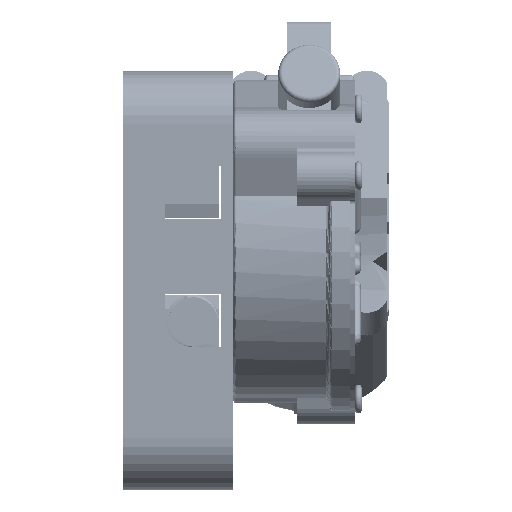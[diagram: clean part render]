
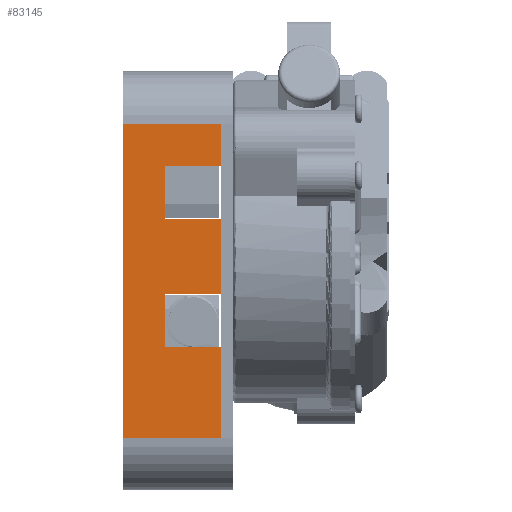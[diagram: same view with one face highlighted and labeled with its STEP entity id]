
A CAD part, left-side view. The second image highlights one B-rep face of the part: STEP entity #83145.
In plain terms, the highlighted planar face has unit normal (-1, 0, 0).
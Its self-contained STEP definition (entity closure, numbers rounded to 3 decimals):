
#291 = DIRECTION ( 'NONE',  ( 0., 0., 1. ) ) ;
#3123 = CARTESIAN_POINT ( 'NONE',  ( 0., 0., 0. ) ) ;
#4530 = DIRECTION ( 'NONE',  ( 0., -1., 0. ) ) ;
#5261 = CARTESIAN_POINT ( 'NONE',  ( 0., 0., -35.803 ) ) ;
#5309 = VECTOR ( 'NONE', #81549, 1000. ) ;
#5851 = VERTEX_POINT ( 'NONE', #94020 ) ;
#7277 = CARTESIAN_POINT ( 'NONE',  ( 0., 0., 0. ) ) ;
#8142 = CARTESIAN_POINT ( 'NONE',  ( 0., 23.8, 0. ) ) ;
#12211 = VECTOR ( 'NONE', #87204, 1000. ) ;
#14273 = VERTEX_POINT ( 'NONE', #89224 ) ;
#15068 = ORIENTED_EDGE ( 'NONE', *, *, #53217, .F. ) ;
#16253 = DIRECTION ( 'NONE',  ( 0., 0., -1. ) ) ;
#16821 = DIRECTION ( 'NONE',  ( 1., 0., 0. ) ) ;
#18217 = LINE ( 'NONE', #18781, #105695 ) ;
#18781 = CARTESIAN_POINT ( 'NONE',  ( 0., 0., 0. ) ) ;
#18878 = CARTESIAN_POINT ( 'NONE',  ( 0., 13.5, -35.803 ) ) ;
#23426 = CARTESIAN_POINT ( 'NONE',  ( 0., 23.8, -88.6 ) ) ;
#24266 = CARTESIAN_POINT ( 'NONE',  ( 0., 23.8, 0. ) ) ;
#24512 = ORIENTED_EDGE ( 'NONE', *, *, #90816, .F. ) ;
#25172 = LINE ( 'NONE', #96353, #88401 ) ;
#26746 = ORIENTED_EDGE ( 'NONE', *, *, #86028, .F. ) ;
#28750 = EDGE_CURVE ( 'NONE', #5851, #33704, #110629, .T. ) ;
#29165 = DIRECTION ( 'NONE',  ( 0., 0., 1. ) ) ;
#29464 = ORIENTED_EDGE ( 'NONE', *, *, #30172, .F. ) ;
#29578 = DIRECTION ( 'NONE',  ( 0., -1., 0. ) ) ;
#29961 = LINE ( 'NONE', #31118, #5309 ) ;
#30172 = EDGE_CURVE ( 'NONE', #81055, #37522, #111846, .T. ) ;
#31118 = CARTESIAN_POINT ( 'NONE',  ( 0., 13.5, -66.647 ) ) ;
#33120 = DIRECTION ( 'NONE',  ( 0., -1., 0. ) ) ;
#33459 = CARTESIAN_POINT ( 'NONE',  ( 0., 13.5, -22.906 ) ) ;
#33520 = LINE ( 'NONE', #24266, #75922 ) ;
#33704 = VERTEX_POINT ( 'NONE', #34026 ) ;
#34026 = CARTESIAN_POINT ( 'NONE',  ( 0., 23.8, -12.7 ) ) ;
#36558 = CARTESIAN_POINT ( 'NONE',  ( 0., 0., -66.647 ) ) ;
#37522 = VERTEX_POINT ( 'NONE', #5261 ) ;
#38167 = EDGE_CURVE ( 'NONE', #107879, #14273, #113322, .T. ) ;
#42394 = EDGE_CURVE ( 'NONE', #93873, #84457, #49116, .T. ) ;
#43167 = VERTEX_POINT ( 'NONE', #36558 ) ;
#45699 = AXIS2_PLACEMENT_3D ( 'NONE', #8142, #16821, #16253 ) ;
#46262 = VECTOR ( 'NONE', #29578, 1000. ) ;
#48396 = VECTOR ( 'NONE', #29165, 1000. ) ;
#49053 = EDGE_CURVE ( 'NONE', #74960, #55897, #25172, .T. ) ;
#49116 = LINE ( 'NONE', #83871, #111747 ) ;
#50287 = DIRECTION ( 'NONE',  ( 0., -1., 0. ) ) ;
#52012 = ORIENTED_EDGE ( 'NONE', *, *, #113707, .T. ) ;
#53217 = EDGE_CURVE ( 'NONE', #93873, #112107, #29961, .T. ) ;
#55726 = EDGE_LOOP ( 'NONE', ( #52012, #29464, #26746, #61450, #72014, #60082, #95084, #93635, #69978, #24512, #15068, #64375 ) ) ;
#55897 = VERTEX_POINT ( 'NONE', #98468 ) ;
#56810 = CARTESIAN_POINT ( 'NONE',  ( 0., 13.5, -66.647 ) ) ;
#57996 = CARTESIAN_POINT ( 'NONE',  ( 0., 23.8, -12.7 ) ) ;
#60082 = ORIENTED_EDGE ( 'NONE', *, *, #28750, .T. ) ;
#61450 = ORIENTED_EDGE ( 'NONE', *, *, #38167, .T. ) ;
#64375 = ORIENTED_EDGE ( 'NONE', *, *, #42394, .T. ) ;
#69821 = LINE ( 'NONE', #7277, #12211 ) ;
#69978 = ORIENTED_EDGE ( 'NONE', *, *, #95698, .T. ) ;
#71650 = CARTESIAN_POINT ( 'NONE',  ( 0., 13.5, -53.75 ) ) ;
#72014 = ORIENTED_EDGE ( 'NONE', *, *, #103561, .T. ) ;
#72584 = CARTESIAN_POINT ( 'NONE',  ( 0., 13.5, -22.906 ) ) ;
#74458 = VECTOR ( 'NONE', #33120, 1000. ) ;
#74960 = VERTEX_POINT ( 'NONE', #23426 ) ;
#75922 = VECTOR ( 'NONE', #97155, 1000. ) ;
#78480 = DIRECTION ( 'NONE',  ( 0., -1., 0. ) ) ;
#81055 = VERTEX_POINT ( 'NONE', #84706 ) ;
#81549 = DIRECTION ( 'NONE',  ( 0., 0., -1. ) ) ;
#83145 = ADVANCED_FACE ( 'NONE', ( #95535 ), #96112, .F. ) ;
#83871 = CARTESIAN_POINT ( 'NONE',  ( 0., 13.5, -53.75 ) ) ;
#84457 = VERTEX_POINT ( 'NONE', #92596 ) ;
#84706 = CARTESIAN_POINT ( 'NONE',  ( 0., 13.5, -35.803 ) ) ;
#86028 = EDGE_CURVE ( 'NONE', #107879, #81055, #98175, .T. ) ;
#86094 = CARTESIAN_POINT ( 'NONE',  ( 0., 13.5, -66.647 ) ) ;
#86696 = DIRECTION ( 'NONE',  ( 0., 0., -1. ) ) ;
#87204 = DIRECTION ( 'NONE',  ( 0., 0., 1. ) ) ;
#88401 = VECTOR ( 'NONE', #78480, 1000. ) ;
#89224 = CARTESIAN_POINT ( 'NONE',  ( 0., 0., -22.906 ) ) ;
#90816 = EDGE_CURVE ( 'NONE', #112107, #43167, #98482, .T. ) ;
#91272 = VECTOR ( 'NONE', #50287, 1000. ) ;
#92596 = CARTESIAN_POINT ( 'NONE',  ( 0., 0., -53.75 ) ) ;
#93635 = ORIENTED_EDGE ( 'NONE', *, *, #49053, .T. ) ;
#93873 = VERTEX_POINT ( 'NONE', #71650 ) ;
#94020 = CARTESIAN_POINT ( 'NONE',  ( 0., 0., -12.7 ) ) ;
#95084 = ORIENTED_EDGE ( 'NONE', *, *, #101170, .F. ) ;
#95535 = FACE_OUTER_BOUND ( 'NONE', #55726, .T. ) ;
#95698 = EDGE_CURVE ( 'NONE', #55897, #43167, #108472, .T. ) ;
#96112 = PLANE ( 'NONE',  #45699 ) ;
#96353 = CARTESIAN_POINT ( 'NONE',  ( 0., 23.8, -88.6 ) ) ;
#97155 = DIRECTION ( 'NONE',  ( 0., 0., 1. ) ) ;
#98175 = LINE ( 'NONE', #18878, #99369 ) ;
#98468 = CARTESIAN_POINT ( 'NONE',  ( 0., 0., -88.6 ) ) ;
#98482 = LINE ( 'NONE', #56810, #46262 ) ;
#99369 = VECTOR ( 'NONE', #86696, 1000. ) ;
#101170 = EDGE_CURVE ( 'NONE', #74960, #33704, #33520, .T. ) ;
#102510 = DIRECTION ( 'NONE',  ( 0., 1., 0. ) ) ;
#103561 = EDGE_CURVE ( 'NONE', #14273, #5851, #18217, .T. ) ;
#105695 = VECTOR ( 'NONE', #291, 1000. ) ;
#107879 = VERTEX_POINT ( 'NONE', #72584 ) ;
#108472 = LINE ( 'NONE', #3123, #48396 ) ;
#110629 = LINE ( 'NONE', #57996, #112828 ) ;
#111747 = VECTOR ( 'NONE', #4530, 1000. ) ;
#111846 = LINE ( 'NONE', #112421, #74458 ) ;
#112107 = VERTEX_POINT ( 'NONE', #86094 ) ;
#112421 = CARTESIAN_POINT ( 'NONE',  ( 0., 13.5, -35.803 ) ) ;
#112828 = VECTOR ( 'NONE', #102510, 1000. ) ;
#113322 = LINE ( 'NONE', #33459, #91272 ) ;
#113707 = EDGE_CURVE ( 'NONE', #84457, #37522, #69821, .T. ) ;
